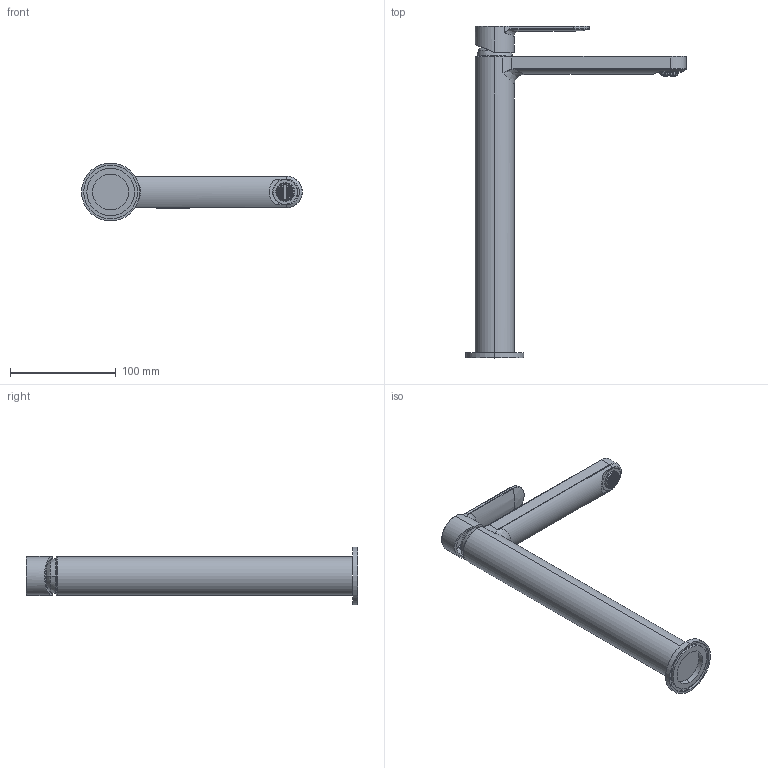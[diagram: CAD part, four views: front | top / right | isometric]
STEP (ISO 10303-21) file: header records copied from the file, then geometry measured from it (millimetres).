
FILE_DESCRIPTION (( 'STEP AP214' ), '1' );
FILE_NAME ('27030AL.STEP', '2024-02-22T06:46:34', ( '' ), ( '' ), 'SwSTEP 2.0', 'SolidWorks 2018', '' );
FILE_SCHEMA (( 'AUTOMOTIVE_DESIGN' ));
Length unit declared in the file: millimetre
Products named in the file (6): cappuccio Zero30; leva lavabo zero30; 0000092404; 01027030al; 896; 27030AL
Assembly tree (5 placements, depth 2):
  27030AL
    01027030al
    cappuccio Zero30
    leva lavabo zero30
    0000092404
    896
Bounding box: 208.95 x 314.2 x 54.9 mm (x, y, z)
Volume: 385498.3 mm3; surface area: 72810.1 mm2
Topology: 6 solids, 6 shells, 573 faces, 1426 edges, 926 vertices
Faces by surface type: plane 478, cylinder 51, torus 22, bspline 16, cone 4, sphere 2
Entity records: 18223 total; most frequent: CARTESIAN_POINT 5025, ORIENTED_EDGE 2844, DIRECTION 2285, EDGE_CURVE 1422, VERTEX_POINT 926, VECTOR 841, LINE 841, AXIS2_PLACEMENT_3D 722
